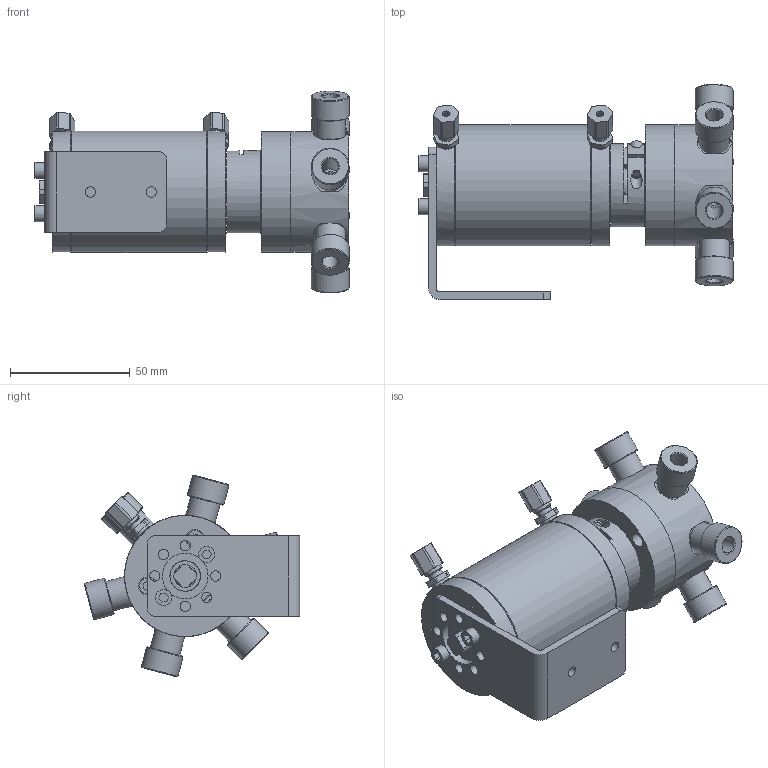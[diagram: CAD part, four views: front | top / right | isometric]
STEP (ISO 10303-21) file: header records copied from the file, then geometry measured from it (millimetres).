
FILE_DESCRIPTION((''),'2;1');
FILE_NAME('506353-C42-9786A 6 port 2pos valve air actuated.stp','2013-08-19T11:44:50',('Franzp'),(''),'Autodesk Inventor 2013','Autodesk Inventor 2013','');
FILE_SCHEMA(('AUTOMOTIVE_DESIGN { 1 0 10303 214 1 1 1 1 }'));
Length unit declared in the file: millimetre
Products named in the file (1): 506353_Shrinkwrap_1
Bounding box: 131.04 x 89.82 x 84.15 mm (x, y, z)
Surface area: 49533.3 mm2 (no closed solid volume)
Topology: 0 solids, 43 shells, 255 faces, 731 edges, 525 vertices
Faces by surface type: plane 120, cylinder 104, cone 31
Full cylindrical faces by diameter (mm): 1.575 x1, 3.3 x4, 4.32 x8, 5.78 x1, 6.045 x2, 6.3 x2, 6.502 x4, 6.7 x2, 6.756 x6, 7.5 x2, 7.65 x2, 7.938 x2, 9.48 x1, 9.525 x1, 12.7 x6, 13.97 x1, 15.748 x6, 19.075 x1, 34.671 x1, 50.54 x2, 50.546 x2, 50.69 x1
Entity records: 8760 total; most frequent: CARTESIAN_POINT 1795, DIRECTION 1379, ORIENTED_EDGE 1048, EDGE_CURVE 624, AXIS2_PLACEMENT_3D 552, VERTEX_POINT 504, EDGE_LOOP 437, CIRCLE 296
